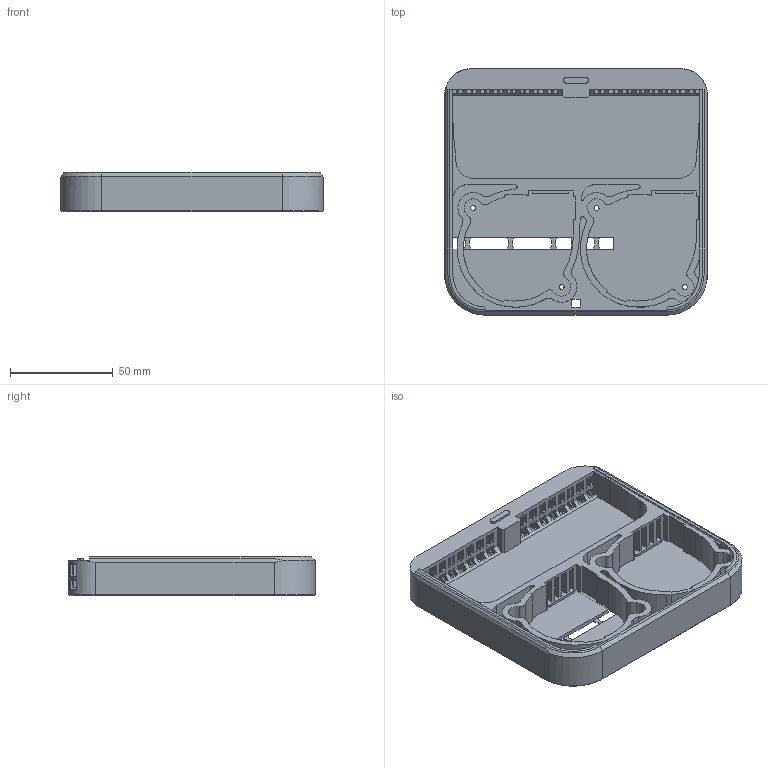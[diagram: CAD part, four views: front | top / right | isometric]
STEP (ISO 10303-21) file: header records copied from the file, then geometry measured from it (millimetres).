
FILE_DESCRIPTION(/* description */ (''),/* implementation_level */ '2;1');
FILE_NAME(/* name */ 'THE_FILTER_STANDARD_SPACING v1.step',/* time_stamp */ '2022-12-24T16:32:45-08:00',/* author */ (''),/* organization */ (''),/* preprocessor_version */ 'ST-DEVELOPER v19.2',/* originating_system */ 'Autodesk Translation Framework v11.17.0.187',/* authorisation */ '');
FILE_SCHEMA (('AUTOMOTIVE_DESIGN { 1 0 10303 214 3 1 1 }'));
Length unit declared in the file: millimetre
Products named in the file (1): THE_FILTER_STANDARD_SPACING
Bounding box: 128 x 120 x 19.25 mm (x, y, z)
Volume: 89481.3 mm3; surface area: 67161.1 mm2
Topology: 1 solids, 2 shells, 761 faces, 2215 edges, 1372 vertices
Faces by surface type: plane 645, cylinder 86, cone 27, bspline 3
Full cylindrical faces by diameter (mm): 2.4 x4, 10.3 x1
Entity records: 25312 total; most frequent: CARTESIAN_POINT 5011, ORIENTED_EDGE 4430, DIRECTION 3916, EDGE_CURVE 2215, LINE 1914, VECTOR 1914, VERTEX_POINT 1372, AXIS2_PLACEMENT_3D 1001
